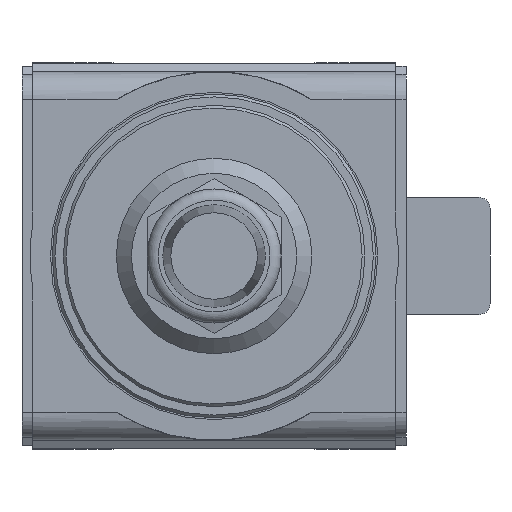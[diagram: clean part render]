
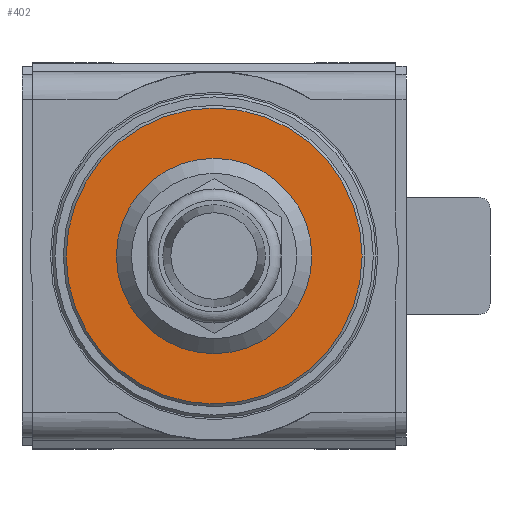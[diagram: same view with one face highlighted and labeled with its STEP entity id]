
A CAD part, front view. The second image highlights one B-rep face of the part: STEP entity #402.
In plain terms, the highlighted planar face has unit normal (0, -1, 0).
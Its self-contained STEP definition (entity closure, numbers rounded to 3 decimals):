
#402 = ADVANCED_FACE( '', ( #1120, #1121 ), #1122, .F. );
#1120 = FACE_BOUND( '', #2059, .T. );
#1121 = FACE_OUTER_BOUND( '', #2060, .T. );
#1122 = PLANE( '', #2061 );
#2059 = EDGE_LOOP( '', ( #4235 ) );
#2060 = EDGE_LOOP( '', ( #4236 ) );
#2061 = AXIS2_PLACEMENT_3D( '', #4237, #4238, #4239 );
#4235 = ORIENTED_EDGE( '', *, *, #6203, .F. );
#4236 = ORIENTED_EDGE( '', *, *, #6202, .T. );
#4237 = CARTESIAN_POINT( '', ( 26.5, -2.1, 0. ) );
#4238 = DIRECTION( '', ( 0., 1., 0. ) );
#4239 = DIRECTION( '', ( 0., 0., 1. ) );
#6202 = EDGE_CURVE( '', #7621, #7621, #7622, .T. );
#6203 = EDGE_CURVE( '', #7623, #7623, #7624, .T. );
#7621 = VERTEX_POINT( '', #9842 );
#7622 = CIRCLE( '', #9843, 26.5 );
#7623 = VERTEX_POINT( '', #9844 );
#7624 = CIRCLE( '', #9845, 17.5 );
#9842 = CARTESIAN_POINT( '', ( 0., -2.1, -26.5 ) );
#9843 = AXIS2_PLACEMENT_3D( '', #11600, #11601, #11602 );
#9844 = CARTESIAN_POINT( '', ( 0., -2.1, -17.5 ) );
#9845 = AXIS2_PLACEMENT_3D( '', #11603, #11604, #11605 );
#11600 = CARTESIAN_POINT( '', ( 0., -2.1, 0. ) );
#11601 = DIRECTION( '', ( 0., -1., 0. ) );
#11602 = DIRECTION( '', ( 0., 0., -1. ) );
#11603 = CARTESIAN_POINT( '', ( 0., -2.1, 0. ) );
#11604 = DIRECTION( '', ( 0., -1., 0. ) );
#11605 = DIRECTION( '', ( 0., 0., -1. ) );
